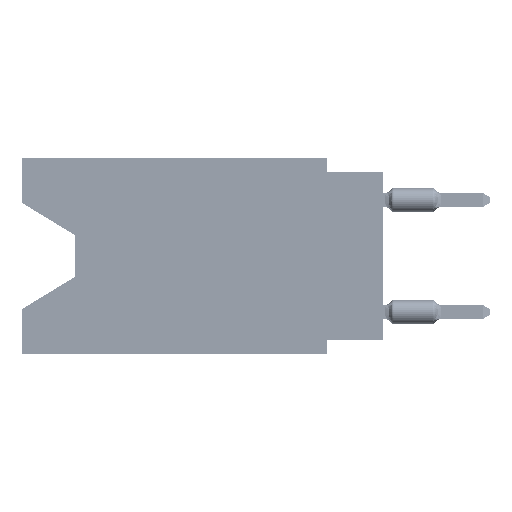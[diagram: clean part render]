
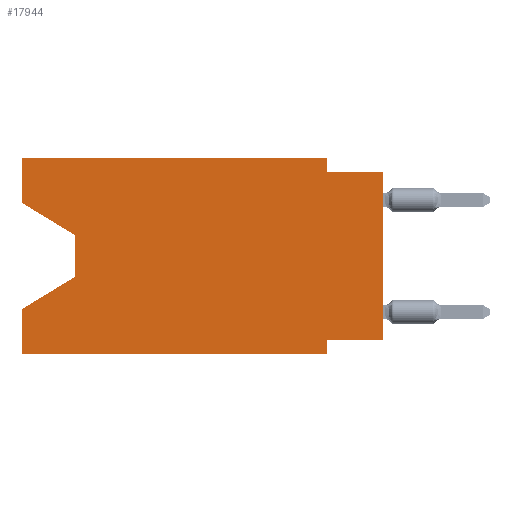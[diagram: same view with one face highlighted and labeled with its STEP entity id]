
A CAD part, left-side view. The second image highlights one B-rep face of the part: STEP entity #17944.
In plain terms, the highlighted planar face has unit normal (-1, 0, 0).
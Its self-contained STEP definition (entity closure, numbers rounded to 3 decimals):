
#2028 = EDGE_CURVE ( 'NONE', #52685, #3149, #33522, .T. ) ;
#2313 = LINE ( 'NONE', #52918, #13203 ) ;
#2748 = CARTESIAN_POINT ( 'NONE',  ( 0., 0., -0.635 ) ) ;
#2771 = DIRECTION ( 'NONE',  ( 0., 0., -1. ) ) ;
#3045 = VERTEX_POINT ( 'NONE', #56413 ) ;
#3105 = LINE ( 'NONE', #33459, #51737 ) ;
#3149 = VERTEX_POINT ( 'NONE', #27618 ) ;
#3152 = DIRECTION ( 'NONE',  ( 0., -1., 0. ) ) ;
#3980 = VERTEX_POINT ( 'NONE', #17288 ) ;
#4026 = DIRECTION ( 'NONE',  ( 0., -0.855, -0.519 ) ) ;
#4939 = VERTEX_POINT ( 'NONE', #29537 ) ;
#5120 = CARTESIAN_POINT ( 'NONE',  ( 0., 13.97, -3.505 ) ) ;
#5933 = ORIENTED_EDGE ( 'NONE', *, *, #78445, .T. ) ;
#6288 = VECTOR ( 'NONE', #3152, 1000. ) ;
#6437 = LINE ( 'NONE', #55830, #20252 ) ;
#6818 = FACE_OUTER_BOUND ( 'NONE', #14123, .T. ) ;
#7798 = EDGE_CURVE ( 'NONE', #77024, #29529, #71848, .T. ) ;
#8160 = VERTEX_POINT ( 'NONE', #10113 ) ;
#8810 = AXIS2_PLACEMENT_3D ( 'NONE', #50557, #22166, #9209 ) ;
#9209 = DIRECTION ( 'NONE',  ( 0., 0., -1. ) ) ;
#10113 = CARTESIAN_POINT ( 'NONE',  ( 0., 2.54, -8.255 ) ) ;
#10709 = EDGE_CURVE ( 'NONE', #15353, #77024, #66250, .T. ) ;
#11697 = DIRECTION ( 'NONE',  ( 0., -1., 0. ) ) ;
#11796 = EDGE_CURVE ( 'NONE', #3045, #33694, #46863, .T. ) ;
#13203 = VECTOR ( 'NONE', #70719, 1000. ) ;
#14123 = EDGE_LOOP ( 'NONE', ( #62067, #63678, #31239, #62424, #44996, #40837, #19076, #5933, #56439, #61162, #25748, #79887 ) ) ;
#14846 = VECTOR ( 'NONE', #28621, 1000. ) ;
#15173 = DIRECTION ( 'NONE',  ( 0., 0., 1. ) ) ;
#15353 = VERTEX_POINT ( 'NONE', #74719 ) ;
#15539 = VECTOR ( 'NONE', #23098, 1000. ) ;
#15969 = CARTESIAN_POINT ( 'NONE',  ( 0., 0., 0. ) ) ;
#16381 = DIRECTION ( 'NONE',  ( 0., 0.855, -0.519 ) ) ;
#16779 = CARTESIAN_POINT ( 'NONE',  ( 0., 13.97, -5.385 ) ) ;
#17288 = CARTESIAN_POINT ( 'NONE',  ( 0., 0., -8.255 ) ) ;
#17457 = CARTESIAN_POINT ( 'NONE',  ( 0., 16.383, -6.852 ) ) ;
#17944 = ADVANCED_FACE ( 'NONE', ( #6818 ), #31911, .F. ) ;
#19076 = ORIENTED_EDGE ( 'NONE', *, *, #25712, .F. ) ;
#20252 = VECTOR ( 'NONE', #11697, 1000. ) ;
#22166 = DIRECTION ( 'NONE',  ( 1., 0., 0. ) ) ;
#22404 = EDGE_CURVE ( 'NONE', #74283, #29529, #2313, .T. ) ;
#22945 = DIRECTION ( 'NONE',  ( 0., 0., -1. ) ) ;
#23098 = DIRECTION ( 'NONE',  ( 0., 0., -1. ) ) ;
#25712 = EDGE_CURVE ( 'NONE', #3980, #8160, #41385, .T. ) ;
#25748 = ORIENTED_EDGE ( 'NONE', *, *, #42511, .F. ) ;
#27618 = CARTESIAN_POINT ( 'NONE',  ( 0., 2.54, -0.635 ) ) ;
#28621 = DIRECTION ( 'NONE',  ( 0., 0., 1. ) ) ;
#29529 = VERTEX_POINT ( 'NONE', #17457 ) ;
#29537 = CARTESIAN_POINT ( 'NONE',  ( 0., 2.54, -8.89 ) ) ;
#31163 = VERTEX_POINT ( 'NONE', #32958 ) ;
#31239 = ORIENTED_EDGE ( 'NONE', *, *, #7798, .T. ) ;
#31911 = PLANE ( 'NONE',  #8810 ) ;
#32958 = CARTESIAN_POINT ( 'NONE',  ( 0., 0., -0.635 ) ) ;
#33459 = CARTESIAN_POINT ( 'NONE',  ( 0., 16.383, -8.89 ) ) ;
#33522 = LINE ( 'NONE', #58225, #70404 ) ;
#33694 = VERTEX_POINT ( 'NONE', #40353 ) ;
#34393 = LINE ( 'NONE', #76492, #64591 ) ;
#35713 = DIRECTION ( 'NONE',  ( 0., 1., 0. ) ) ;
#40353 = CARTESIAN_POINT ( 'NONE',  ( 0., 16.383, 0. ) ) ;
#40837 = ORIENTED_EDGE ( 'NONE', *, *, #59176, .F. ) ;
#41385 = LINE ( 'NONE', #66079, #48813 ) ;
#42470 = CARTESIAN_POINT ( 'NONE',  ( 0., 16.383, -8.89 ) ) ;
#42511 = EDGE_CURVE ( 'NONE', #33694, #52685, #6437, .T. ) ;
#44996 = ORIENTED_EDGE ( 'NONE', *, *, #46210, .T. ) ;
#45224 = VECTOR ( 'NONE', #16381, 1000. ) ;
#46210 = EDGE_CURVE ( 'NONE', #74283, #4939, #3105, .T. ) ;
#46863 = LINE ( 'NONE', #71549, #14846 ) ;
#48813 = VECTOR ( 'NONE', #35713, 1000. ) ;
#50557 = CARTESIAN_POINT ( 'NONE',  ( 0., 16.383, 0. ) ) ;
#51737 = VECTOR ( 'NONE', #70711, 1000. ) ;
#52685 = VERTEX_POINT ( 'NONE', #64808 ) ;
#52918 = CARTESIAN_POINT ( 'NONE',  ( 0., 16.383, 0. ) ) ;
#55830 = CARTESIAN_POINT ( 'NONE',  ( 0., 16.383, 0. ) ) ;
#56413 = CARTESIAN_POINT ( 'NONE',  ( 0., 16.383, -2.038 ) ) ;
#56439 = ORIENTED_EDGE ( 'NONE', *, *, #57064, .F. ) ;
#57064 = EDGE_CURVE ( 'NONE', #3149, #31163, #70755, .T. ) ;
#58225 = CARTESIAN_POINT ( 'NONE',  ( 0., 2.54, 0. ) ) ;
#59176 = EDGE_CURVE ( 'NONE', #8160, #4939, #77454, .T. ) ;
#61162 = ORIENTED_EDGE ( 'NONE', *, *, #2028, .F. ) ;
#62067 = ORIENTED_EDGE ( 'NONE', *, *, #75691, .T. ) ;
#62424 = ORIENTED_EDGE ( 'NONE', *, *, #22404, .F. ) ;
#63678 = ORIENTED_EDGE ( 'NONE', *, *, #10709, .T. ) ;
#64561 = LINE ( 'NONE', #15969, #68486 ) ;
#64591 = VECTOR ( 'NONE', #4026, 1000. ) ;
#64808 = CARTESIAN_POINT ( 'NONE',  ( 0., 2.54, 0. ) ) ;
#66079 = CARTESIAN_POINT ( 'NONE',  ( 0., 0., -8.255 ) ) ;
#66250 = LINE ( 'NONE', #5120, #79115 ) ;
#67435 = CARTESIAN_POINT ( 'NONE',  ( 0., 13.97, -5.385 ) ) ;
#68486 = VECTOR ( 'NONE', #15173, 1000. ) ;
#70179 = CARTESIAN_POINT ( 'NONE',  ( 0., 2.54, -8.89 ) ) ;
#70404 = VECTOR ( 'NONE', #2771, 1000. ) ;
#70711 = DIRECTION ( 'NONE',  ( 0., -1., 0. ) ) ;
#70719 = DIRECTION ( 'NONE',  ( 0., 0., 1. ) ) ;
#70755 = LINE ( 'NONE', #2748, #6288 ) ;
#71549 = CARTESIAN_POINT ( 'NONE',  ( 0., 16.383, 0. ) ) ;
#71848 = LINE ( 'NONE', #16779, #45224 ) ;
#74283 = VERTEX_POINT ( 'NONE', #42470 ) ;
#74719 = CARTESIAN_POINT ( 'NONE',  ( 0., 13.97, -3.505 ) ) ;
#75691 = EDGE_CURVE ( 'NONE', #3045, #15353, #34393, .T. ) ;
#76492 = CARTESIAN_POINT ( 'NONE',  ( 0., 16.383, -2.038 ) ) ;
#77024 = VERTEX_POINT ( 'NONE', #67435 ) ;
#77454 = LINE ( 'NONE', #70179, #15539 ) ;
#78445 = EDGE_CURVE ( 'NONE', #3980, #31163, #64561, .T. ) ;
#79115 = VECTOR ( 'NONE', #22945, 1000. ) ;
#79887 = ORIENTED_EDGE ( 'NONE', *, *, #11796, .F. ) ;
